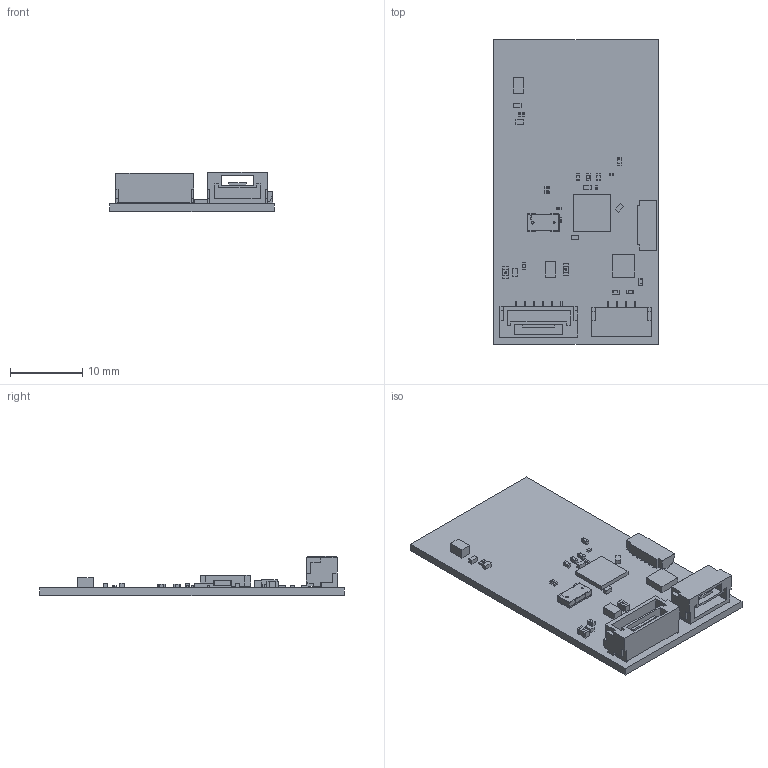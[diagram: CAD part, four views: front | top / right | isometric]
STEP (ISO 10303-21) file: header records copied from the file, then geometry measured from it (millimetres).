
FILE_DESCRIPTION(('Open CASCADE Model'),'2;1');
FILE_NAME('Open CASCADE Shape Model','2017-08-30T10:58:38',('Author'),( 'Open CASCADE'),'Open CASCADE STEP processor 6.8','Open CASCADE 6.8' ,'Unknown');
FILE_SCHEMA(('AUTOMOTIVE_DESIGN { 1 0 10303 214 1 1 1 1 }'));
Length unit declared in the file: millimetre
Products named in the file (57): PCB; Board; U3; -831810880; Extruded; R15; RES0402; R1; JMP; CAN; SM04B-GHS-TB; C16; 146955720; C17; 146956264; C10; cap_0603; C9; cap_0402; C8; C13; cap_0201; C12; U4; 146957080; SERIAL; BM06B-GHS-TBT; TOF1; VL53L0X; R6; res_0402; R5; R4; R3; P1; SM06B-SURS-TF; C7; C6; C5; -831825704 ...
Assembly tree (72 placements, depth 4):
  PCB
    Board
    U3
      -831810880
        Extruded
    R15
      RES0402
    R1
      RES0402
    JMP
      RES0402
    CAN
      SM04B-GHS-TB
    C16
      146955720
        Extruded
    C17
      146956264
        Extruded
    C10
      cap_0603
    C9
      cap_0402
    C8
      cap_0603
    C13
      cap_0201
    C12
      cap_0201
    U4
      146957080
        Extruded
    SERIAL
      BM06B-GHS-TBT
    TOF1
      VL53L0X
    R6
      res_0402
    R5
      res_0402
    R4
      res_0402
    R3
      res_0402
    P1
      SM06B-SURS-TF
    C7
      cap_0201
    C6
      cap_0201
    C5
      -831825704
        Extruded
    C4
      cap_0201
    C3
      cap_0201
    C20
      146955856
        Extruded
Bounding box: 22.82 x 42.17 x 5.42 mm (x, y, z)
Volume: 1307.7 mm3; surface area: 2984.9 mm2
Topology: 42 solids, 42 shells, 1235 faces, 2990 edges, 1770 vertices
Faces by surface type: plane 711, cylinder 348, sphere 128, bspline 48
Entity records: 24358 total; most frequent: CARTESIAN_POINT 4292, ORIENTED_EDGE 3186, DIRECTION 3151, EDGE_CURVE 1593, LINE 1329, VECTOR 1329, VERTEX_POINT 1012, AXIS2_PLACEMENT_3D 911
